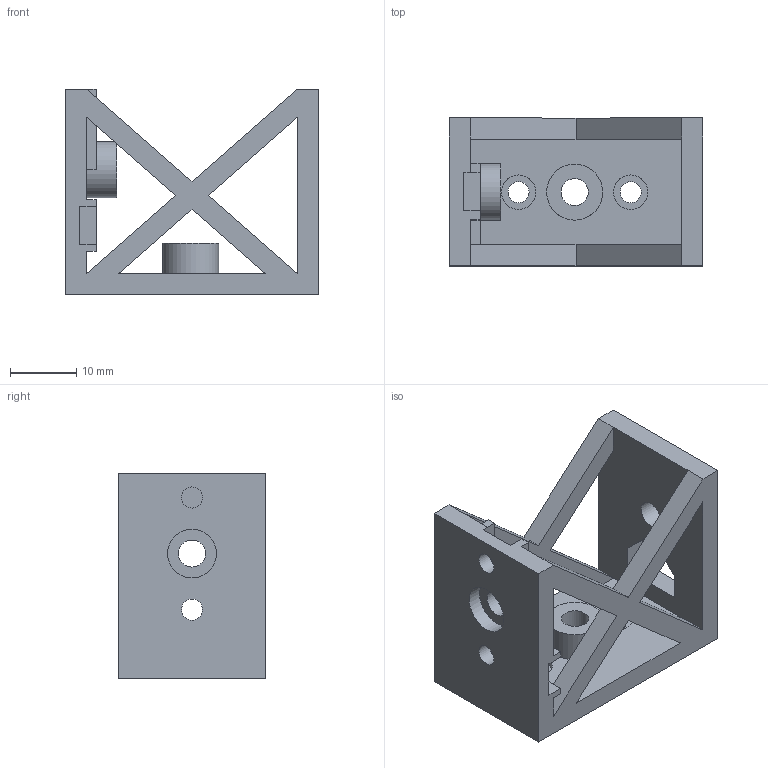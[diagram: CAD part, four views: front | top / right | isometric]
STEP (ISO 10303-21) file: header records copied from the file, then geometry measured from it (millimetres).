
FILE_DESCRIPTION(/* description */ (''),/* implementation_level */ '2;1');
FILE_NAME(/* name */ 'piwars2019-90-gearbox-take-2 v11.step',/* time_stamp */ '2023-07-15T17:56:24+01:00',/* author */ (''),/* organization */ (''),/* preprocessor_version */ 'ST-DEVELOPER v19.2',/* originating_system */ 'Autodesk Translation Framework v12.6.0.85',/* authorisation */ '');
FILE_SCHEMA (('AUTOMOTIVE_DESIGN { 1 0 10303 214 3 1 1 }'));
Length unit declared in the file: millimetre
Products named in the file (2): piwars2019-90-gearbox-take-2; GearBoxHousing
Assembly tree (1 placements, depth 2):
  piwars2019-90-gearbox-take-2
    GearBoxHousing
Bounding box: 38.4 x 22.4 x 31.2 mm (x, y, z)
Volume: 8124 mm3; surface area: 7432.5 mm2
Topology: 1 solids, 1 shells, 69 faces, 195 edges, 127 vertices
Faces by surface type: plane 56, cylinder 13
Full cylindrical faces by diameter (mm): 3.2 x4, 4.1 x3, 5.2 x2, 7.4 x2, 8.5 x2
Entity records: 2321 total; most frequent: CARTESIAN_POINT 394, ORIENTED_EDGE 390, DIRECTION 367, EDGE_CURVE 195, LINE 167, VECTOR 167, VERTEX_POINT 127, AXIS2_PLACEMENT_3D 100
